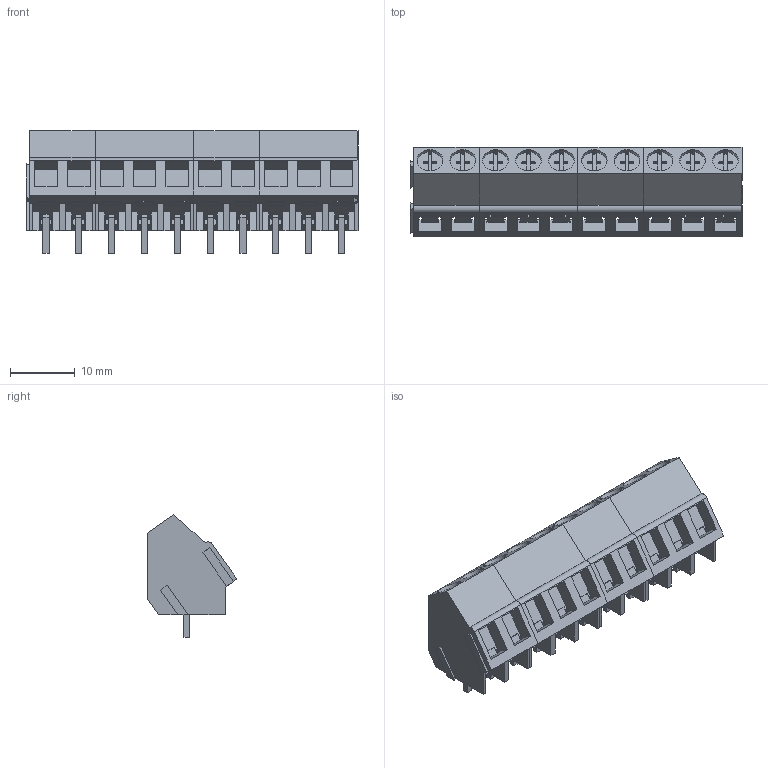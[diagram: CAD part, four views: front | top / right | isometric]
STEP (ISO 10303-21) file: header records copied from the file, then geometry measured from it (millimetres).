
FILE_DESCRIPTION(('CATIA V5 STEP Exchange','CAx-IF Rec.Pracs.--- Model Styling and Organization---1.2---2011-12-15'),'2;1');
FILE_NAME ('D1465159_0_9994610000_9994610000.stp','2018-03-31T06:12:54+00:00',('none'),('Weidmueller'),'CATIA Version 5-6 Release 2014','CATIA V5 STEP AP214','none');
FILE_SCHEMA(('AUTOMOTIVE_DESIGN { 1 0 10303 214 1 1 1 1 }'));
Length unit declared in the file: millimetre
Products named in the file (1): 9994610000
Bounding box: 51.35 x 13.9 x 19 mm (x, y, z)
Volume: 5886 mm3; surface area: 6877.3 mm2
Topology: 24 solids, 24 shells, 828 faces, 2310 edges, 1540 vertices
Faces by surface type: plane 764, cylinder 64
Entity records: 25567 total; most frequent: ORIENTED_EDGE 4620, CARTESIAN_POINT 4474, DIRECTION 3538, EDGE_CURVE 2310, VECTOR 2142, LINE 2142, VERTEX_POINT 1540, EDGE_LOOP 858
